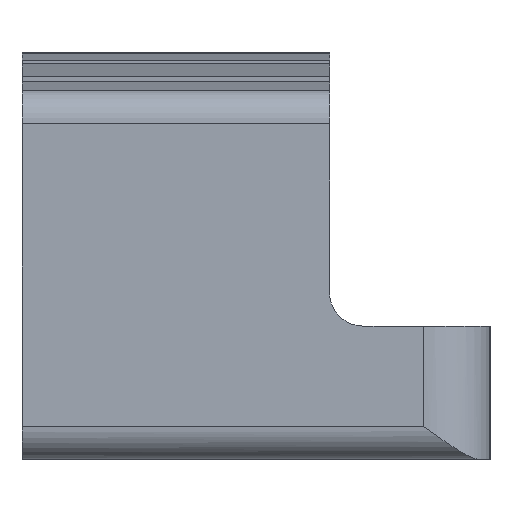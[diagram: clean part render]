
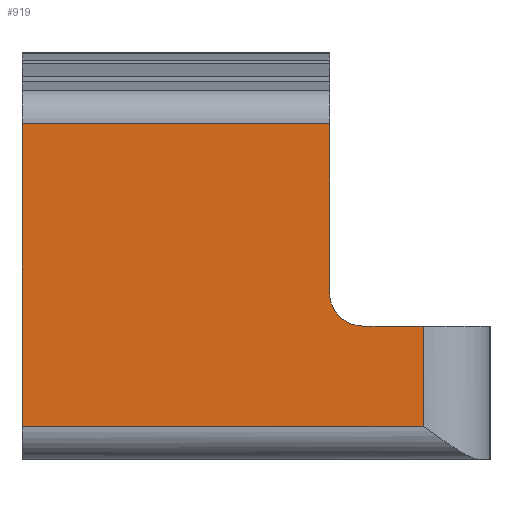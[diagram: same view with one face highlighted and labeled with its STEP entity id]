
A CAD part, left-side view. The second image highlights one B-rep face of the part: STEP entity #919.
In plain terms, the highlighted planar face has unit normal (-1, 0, 0).
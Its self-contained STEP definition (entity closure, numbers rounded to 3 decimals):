
#18=PLANE('',#1036);
#114=CIRCLE('',#1037,0.5);
#232=ORIENTED_EDGE('',*,*,#421,.T.);
#233=ORIENTED_EDGE('',*,*,#509,.T.);
#234=ORIENTED_EDGE('',*,*,#456,.F.);
#235=ORIENTED_EDGE('',*,*,#510,.T.);
#236=ORIENTED_EDGE('',*,*,#511,.T.);
#237=ORIENTED_EDGE('',*,*,#512,.F.);
#238=ORIENTED_EDGE('',*,*,#513,.T.);
#421=EDGE_CURVE('',#563,#562,#656,.T.);
#456=EDGE_CURVE('',#597,#598,#671,.T.);
#509=EDGE_CURVE('',#562,#598,#695,.F.);
#510=EDGE_CURVE('',#597,#643,#696,.F.);
#511=EDGE_CURVE('',#643,#644,#697,.F.);
#512=EDGE_CURVE('',#645,#644,#698,.T.);
#513=EDGE_CURVE('',#645,#563,#114,.F.);
#562=VERTEX_POINT('',#1416);
#563=VERTEX_POINT('',#1418);
#597=VERTEX_POINT('',#1488);
#598=VERTEX_POINT('',#1489);
#643=VERTEX_POINT('',#1592);
#644=VERTEX_POINT('',#1594);
#645=VERTEX_POINT('',#1596);
#656=LINE('',#1417,#735);
#671=LINE('',#1487,#750);
#695=LINE('',#1590,#774);
#696=LINE('',#1591,#775);
#697=LINE('',#1593,#776);
#698=LINE('',#1595,#777);
#735=VECTOR('',#1115,1000.);
#750=VECTOR('',#1172,1000.);
#774=VECTOR('',#1262,1000.);
#775=VECTOR('',#1263,1000.);
#776=VECTOR('',#1264,1000.);
#777=VECTOR('',#1265,1000.);
#817=EDGE_LOOP('',(#232,#233,#234,#235,#236,#237,#238));
#867=FACE_BOUND('',#817,.T.);
#919=ADVANCED_FACE('',(#867),#18,.T.);
#1036=AXIS2_PLACEMENT_3D('',#1589,#1260,#1261);
#1037=AXIS2_PLACEMENT_3D('',#1597,#1266,#1267);
#1115=DIRECTION('',(0.,0.,1.));
#1172=DIRECTION('',(0.,0.,1.));
#1260=DIRECTION('',(-1.,0.,0.));
#1261=DIRECTION('',(0.,0.,1.));
#1262=DIRECTION('',(0.,-1.,0.));
#1263=DIRECTION('',(0.,1.,0.));
#1264=DIRECTION('',(0.,0.,-1.));
#1265=DIRECTION('',(0.,-1.,0.));
#1266=DIRECTION('',(-1.,0.,0.));
#1267=DIRECTION('',(0.,0.,1.));
#1416=CARTESIAN_POINT('',(0.,-4.6,5.028));
#1417=CARTESIAN_POINT('',(0.,-4.6,2.25));
#1418=CARTESIAN_POINT('',(0.,-4.6,2.5));
#1487=CARTESIAN_POINT('',(0.,0.,2.25));
#1488=CARTESIAN_POINT('',(0.,0.,0.5));
#1489=CARTESIAN_POINT('',(0.,0.,5.028));
#1589=CARTESIAN_POINT('',(0.,-4.6,2.25));
#1590=CARTESIAN_POINT('',(0.,0.,5.028));
#1591=CARTESIAN_POINT('',(0.,-4.6,0.5));
#1592=CARTESIAN_POINT('',(0.,-6.,0.5));
#1593=CARTESIAN_POINT('',(0.,-6.,2.25));
#1594=CARTESIAN_POINT('',(0.,-6.,2.));
#1595=CARTESIAN_POINT('',(0.,-5.8,2.));
#1596=CARTESIAN_POINT('',(0.,-5.1,2.));
#1597=CARTESIAN_POINT('',(0.,-5.1,2.5));
